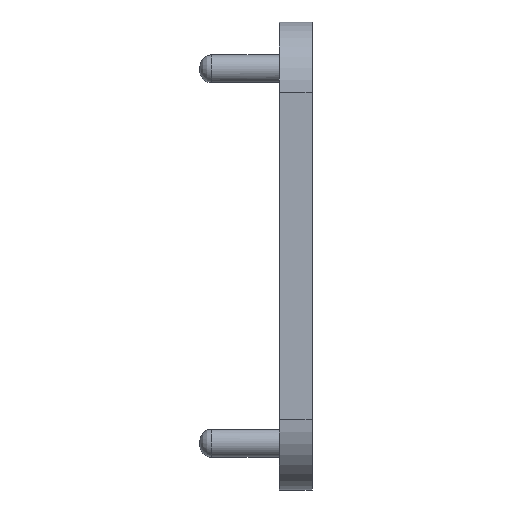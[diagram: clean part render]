
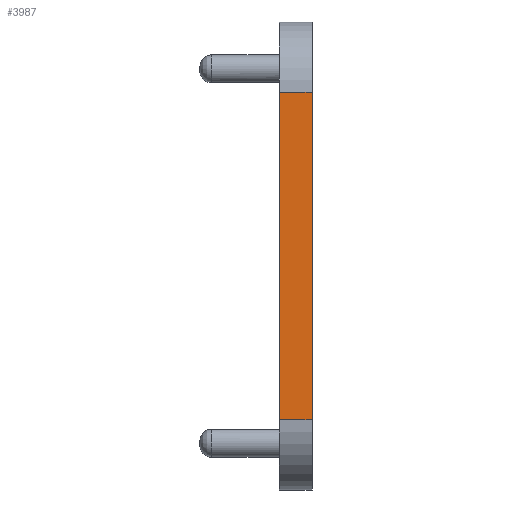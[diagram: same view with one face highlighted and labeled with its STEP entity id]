
A CAD part, left-side view. The second image highlights one B-rep face of the part: STEP entity #3987.
In plain terms, the highlighted planar face has unit normal (-1, 0, 0).
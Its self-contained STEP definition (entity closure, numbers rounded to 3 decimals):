
#217=PLANE('',#4235);
#707=LINE('',#6404,#1213);
#715=LINE('',#6417,#1221);
#721=LINE('',#6429,#1227);
#724=LINE('',#6440,#1230);
#1213=VECTOR('',#5163,10.);
#1221=VECTOR('',#5177,10.);
#1227=VECTOR('',#5193,10.);
#1230=VECTOR('',#5210,10.);
#1417=FACE_OUTER_BOUND('',#1642,.T.);
#1642=EDGE_LOOP('',(#3785,#3786,#3787,#3788));
#2087=VERTEX_POINT('',#6401);
#2088=VERTEX_POINT('',#6403);
#2089=VERTEX_POINT('',#6415);
#2090=VERTEX_POINT('',#6416);
#2642=EDGE_CURVE('',#2088,#2087,#707,.T.);
#2651=EDGE_CURVE('',#2089,#2090,#715,.T.);
#2660=EDGE_CURVE('',#2088,#2089,#721,.T.);
#2666=EDGE_CURVE('',#2090,#2087,#724,.T.);
#3785=ORIENTED_EDGE('',*,*,#2651,.F.);
#3786=ORIENTED_EDGE('',*,*,#2660,.F.);
#3787=ORIENTED_EDGE('',*,*,#2642,.T.);
#3788=ORIENTED_EDGE('',*,*,#2666,.F.);
#3987=ADVANCED_FACE('',(#1417),#217,.T.);
#4235=AXIS2_PLACEMENT_3D('',#6439,#5208,#5209);
#5163=DIRECTION('',(0.,1.,0.));
#5177=DIRECTION('',(0.,1.,0.));
#5193=DIRECTION('',(0.,0.,-1.));
#5208=DIRECTION('center_axis',(-1.,0.,0.));
#5209=DIRECTION('ref_axis',(0.,0.,1.));
#5210=DIRECTION('',(0.,0.,1.));
#6401=CARTESIAN_POINT('',(-80.,7.,35.));
#6403=CARTESIAN_POINT('',(-80.,0.,35.));
#6404=CARTESIAN_POINT('',(-80.,0.,35.));
#6415=CARTESIAN_POINT('',(-80.,0.,-35.));
#6416=CARTESIAN_POINT('',(-80.,7.,-35.));
#6417=CARTESIAN_POINT('',(-80.,0.,-35.));
#6429=CARTESIAN_POINT('',(-80.,0.,50.));
#6439=CARTESIAN_POINT('Origin',(-80.,0.,-35.));
#6440=CARTESIAN_POINT('',(-80.,7.,-35.));
